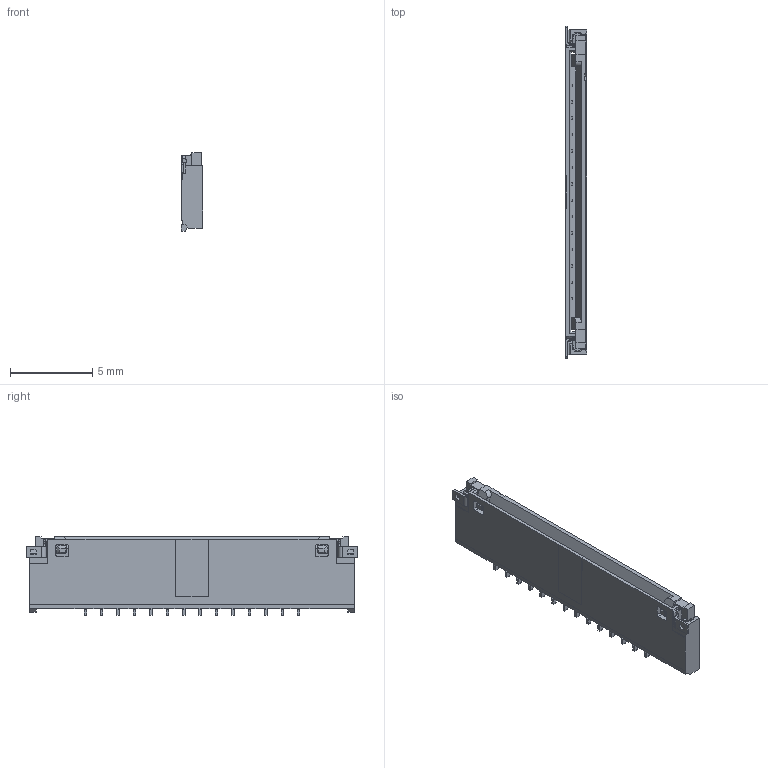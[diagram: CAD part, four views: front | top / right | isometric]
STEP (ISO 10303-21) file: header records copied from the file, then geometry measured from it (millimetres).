
FILE_DESCRIPTION((''),'2;1');
FILE_NAME('52546-014','2021-06-02T',('k49818'),(''),'PRO/ENGINEER BY PARAMETRIC TECHNOLOGY CORPORATION, 2012010','PRO/ENGINEER BY PARAMETRIC TECHNOLOGY CORPORATION, 2012010','');
FILE_SCHEMA(('CONFIG_CONTROL_DESIGN'));
Length unit declared in the file: millimetre
Products named in the file (1): 52546-014
Bounding box: 1.28 x 20.23 x 4.8 mm (x, y, z)
Volume: 77.7 mm3; surface area: 389.4 mm2
Topology: 1 solids, 1 shells, 1180 faces, 3672 edges, 2456 vertices
Faces by surface type: plane 849, cylinder 309, cone 14, torus 6, bspline 2
Entity records: 40861 total; most frequent: CARTESIAN_POINT 7591, ORIENTED_EDGE 7216, DIRECTION 6578, EDGE_CURVE 3608, VECTOR 2948, LINE 2948, VERTEX_POINT 2392, AXIS2_PLACEMENT_3D 1815
